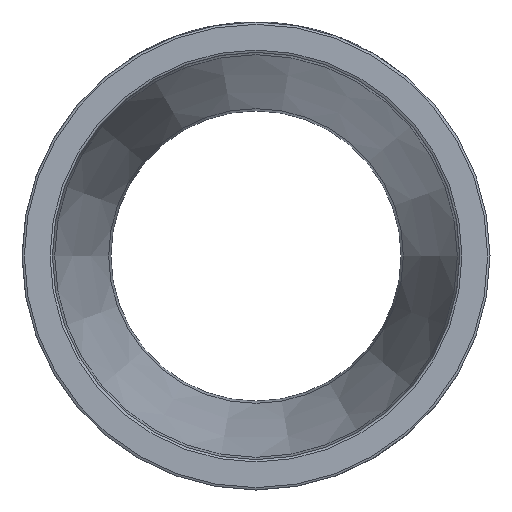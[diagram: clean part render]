
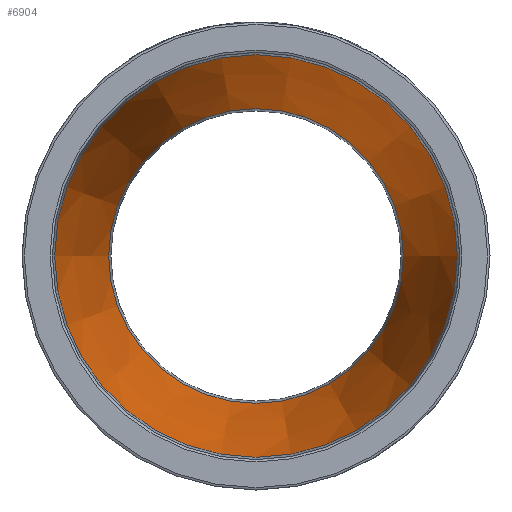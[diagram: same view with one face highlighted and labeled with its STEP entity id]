
A CAD part, left-side view. The second image highlights one B-rep face of the part: STEP entity #6904.
In plain terms, the highlighted conical face has half-angle 11.31 degrees and reference radius 9.461 mm.
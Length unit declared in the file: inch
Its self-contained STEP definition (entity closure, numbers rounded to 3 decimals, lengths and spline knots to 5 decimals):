
#13=CONICAL_SURFACE('',#7293,0.3725,11.31);
#98=FACE_BOUND('',#1244,.T.);
#818=FACE_OUTER_BOUND('',#1243,.T.);
#1243=EDGE_LOOP('',(#6454));
#1244=EDGE_LOOP('',(#6455,#6456));
#1408=CIRCLE('',#7291,0.43015);
#1409=CIRCLE('',#7292,0.43015);
#1410=CIRCLE('',#7294,0.31485);
#3388=VERTEX_POINT('',#15430);
#3389=VERTEX_POINT('',#15431);
#3390=VERTEX_POINT('',#15438);
#4411=EDGE_CURVE('',#3388,#3389,#1408,.T.);
#4413=EDGE_CURVE('',#3389,#3388,#1409,.T.);
#4414=EDGE_CURVE('',#3390,#3390,#1410,.T.);
#6454=ORIENTED_EDGE('',*,*,#4414,.F.);
#6455=ORIENTED_EDGE('',*,*,#4411,.F.);
#6456=ORIENTED_EDGE('',*,*,#4413,.F.);
#6904=ADVANCED_FACE('',(#818,#98),#13,.F.);
#7291=AXIS2_PLACEMENT_3D('',#15432,#8522,#8523);
#7292=AXIS2_PLACEMENT_3D('',#15436,#8524,#8525);
#7293=AXIS2_PLACEMENT_3D('',#15437,#8526,#8527);
#7294=AXIS2_PLACEMENT_3D('',#15439,#8528,#8529);
#8522=DIRECTION('center_axis',(1.,0.,0.));
#8523=DIRECTION('ref_axis',(0.,-1.,0.));
#8524=DIRECTION('center_axis',(1.,0.,0.));
#8525=DIRECTION('ref_axis',(0.,-1.,0.));
#8526=DIRECTION('center_axis',(-1.,0.,0.));
#8527=DIRECTION('ref_axis',(0.,1.,0.));
#8528=DIRECTION('center_axis',(-1.,0.,0.));
#8529=DIRECTION('ref_axis',(0.,-1.,0.));
#15430=CARTESIAN_POINT('',(0.39927,0.43015,0.));
#15431=CARTESIAN_POINT('',(0.39927,0.,0.43015));
#15432=CARTESIAN_POINT('Origin',(0.39927,0.,0.));
#15436=CARTESIAN_POINT('Origin',(0.39927,0.,0.));
#15437=CARTESIAN_POINT('Origin',(0.6875,0.,0.));
#15438=CARTESIAN_POINT('',(0.97573,0.31485,0.));
#15439=CARTESIAN_POINT('Origin',(0.97573,0.,0.));
